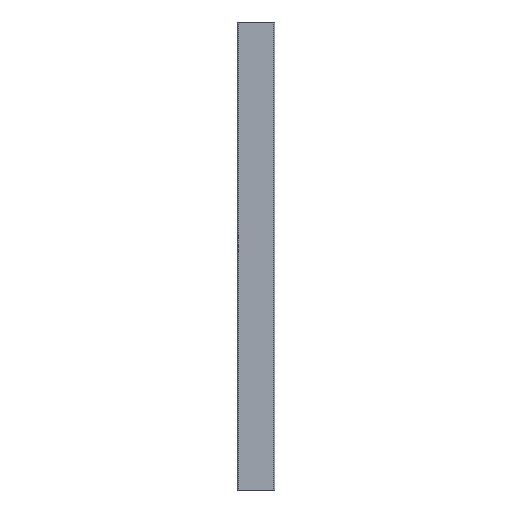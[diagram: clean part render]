
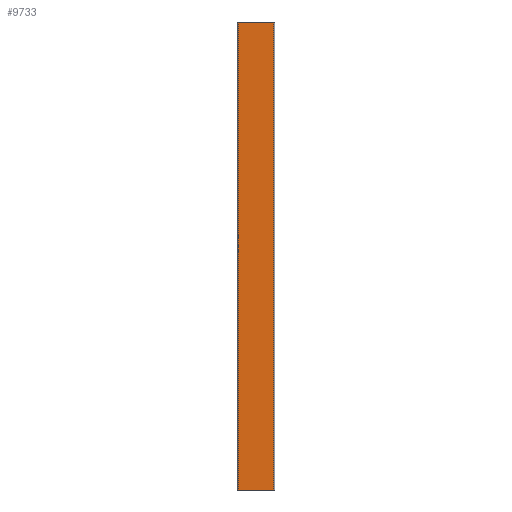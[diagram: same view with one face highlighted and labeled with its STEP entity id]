
A CAD part, left-side view. The second image highlights one B-rep face of the part: STEP entity #9733.
In plain terms, the highlighted planar face has unit normal (-1, 0, 0).
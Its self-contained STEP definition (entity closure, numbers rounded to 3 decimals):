
#225 = ORIENTED_EDGE ( 'NONE', *, *, #7782, .T. ) ;
#1058 = PLANE ( 'NONE',  #6669 ) ;
#1072 = EDGE_CURVE ( 'NONE', #4674, #8301, #1484, .T. ) ;
#1117 = VERTEX_POINT ( 'NONE', #1372 ) ;
#1372 = CARTESIAN_POINT ( 'NONE',  ( -20., 17.5, 0. ) ) ;
#1455 = ORIENTED_EDGE ( 'NONE', *, *, #3649, .F. ) ;
#1484 = LINE ( 'NONE', #11429, #8376 ) ;
#1850 = VERTEX_POINT ( 'NONE', #6484 ) ;
#1888 = ORIENTED_EDGE ( 'NONE', *, *, #6672, .T. ) ;
#2006 = DIRECTION ( 'NONE',  ( 1., 0., 0. ) ) ;
#2079 = VECTOR ( 'NONE', #3634, 1000. ) ;
#2199 = VECTOR ( 'NONE', #11220, 1000. ) ;
#3096 = CARTESIAN_POINT ( 'NONE',  ( -20., 17.5, 1000. ) ) ;
#3255 = LINE ( 'NONE', #6275, #10446 ) ;
#3634 = DIRECTION ( 'NONE',  ( 0., 0., -1. ) ) ;
#3649 = EDGE_CURVE ( 'NONE', #8301, #1850, #8954, .T. ) ;
#4145 = FACE_OUTER_BOUND ( 'NONE', #7710, .T. ) ;
#4674 = VERTEX_POINT ( 'NONE', #3096 ) ;
#6275 = CARTESIAN_POINT ( 'NONE',  ( -20., 17.5, 1000. ) ) ;
#6484 = CARTESIAN_POINT ( 'NONE',  ( -20., -57.5, 0. ) ) ;
#6669 = AXIS2_PLACEMENT_3D ( 'NONE', #7596, #2006, #8554 ) ;
#6671 = ORIENTED_EDGE ( 'NONE', *, *, #1072, .F. ) ;
#6672 = EDGE_CURVE ( 'NONE', #4674, #1117, #3255, .T. ) ;
#6730 = DIRECTION ( 'NONE',  ( 0., -1., 0. ) ) ;
#7219 = DIRECTION ( 'NONE',  ( 0., 0., -1. ) ) ;
#7596 = CARTESIAN_POINT ( 'NONE',  ( -20., 0., 1000. ) ) ;
#7710 = EDGE_LOOP ( 'NONE', ( #225, #1455, #6671, #1888 ) ) ;
#7782 = EDGE_CURVE ( 'NONE', #1117, #1850, #8050, .T. ) ;
#8050 = LINE ( 'NONE', #10259, #2199 ) ;
#8301 = VERTEX_POINT ( 'NONE', #9181 ) ;
#8346 = CARTESIAN_POINT ( 'NONE',  ( -20., -57.5, 1000. ) ) ;
#8376 = VECTOR ( 'NONE', #6730, 1000. ) ;
#8554 = DIRECTION ( 'NONE',  ( 0., 0., -1. ) ) ;
#8954 = LINE ( 'NONE', #8346, #2079 ) ;
#9181 = CARTESIAN_POINT ( 'NONE',  ( -20., -57.5, 1000. ) ) ;
#9733 = ADVANCED_FACE ( 'NONE', ( #4145 ), #1058, .F. ) ;
#10259 = CARTESIAN_POINT ( 'NONE',  ( -20., 0., 0. ) ) ;
#10446 = VECTOR ( 'NONE', #7219, 1000. ) ;
#11220 = DIRECTION ( 'NONE',  ( 0., -1., 0. ) ) ;
#11429 = CARTESIAN_POINT ( 'NONE',  ( -20., 0., 1000. ) ) ;
